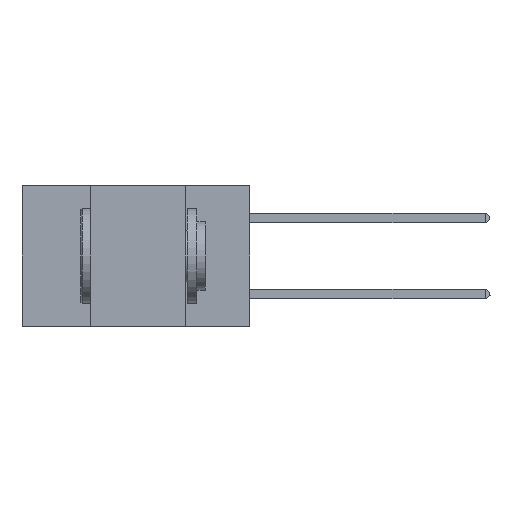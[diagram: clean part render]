
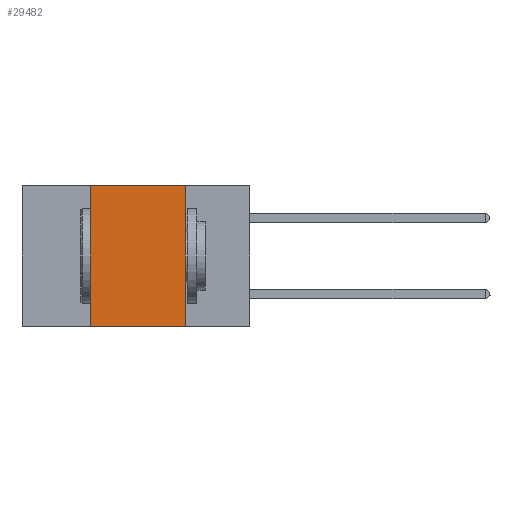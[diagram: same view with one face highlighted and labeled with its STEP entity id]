
A CAD part, left-side view. The second image highlights one B-rep face of the part: STEP entity #29482.
In plain terms, the highlighted planar face has unit normal (-1, 0, 0).
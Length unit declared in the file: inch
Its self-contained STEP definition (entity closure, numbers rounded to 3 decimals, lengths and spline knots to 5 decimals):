
#806 = ORIENTED_EDGE ( 'NONE', *, *, #20337, .F. ) ;
#3347 = VECTOR ( 'NONE', #21980, 39.37008 ) ;
#4966 = CARTESIAN_POINT ( 'NONE',  ( 0., 0.42, -0.37 ) ) ;
#5408 = VERTEX_POINT ( 'NONE', #42001 ) ;
#6770 = ORIENTED_EDGE ( 'NONE', *, *, #40817, .F. ) ;
#6825 = DIRECTION ( 'NONE',  ( 0., 0., 1. ) ) ;
#9251 = CARTESIAN_POINT ( 'NONE',  ( 0., 0.42, 0. ) ) ;
#9697 = LINE ( 'NONE', #40024, #22875 ) ;
#10802 = DIRECTION ( 'NONE',  ( 0., 0., -1. ) ) ;
#11603 = DIRECTION ( 'NONE',  ( 0., -1., 0. ) ) ;
#11643 = FACE_OUTER_BOUND ( 'NONE', #23838, .T. ) ;
#12786 = LINE ( 'NONE', #40470, #24874 ) ;
#15479 = AXIS2_PLACEMENT_3D ( 'NONE', #34907, #18001, #10802 ) ;
#15695 = ORIENTED_EDGE ( 'NONE', *, *, #37995, .F. ) ;
#17935 = CARTESIAN_POINT ( 'NONE',  ( 0., 0.6, -0.37 ) ) ;
#18001 = DIRECTION ( 'NONE',  ( 1., 0., 0. ) ) ;
#18136 = CARTESIAN_POINT ( 'NONE',  ( 0., 0.17, 0. ) ) ;
#20337 = EDGE_CURVE ( 'NONE', #28523, #22746, #12786, .T. ) ;
#21394 = LINE ( 'NONE', #17935, #36099 ) ;
#21980 = DIRECTION ( 'NONE',  ( 0., 0., -1. ) ) ;
#22746 = VERTEX_POINT ( 'NONE', #40766 ) ;
#22875 = VECTOR ( 'NONE', #6825, 39.37008 ) ;
#23838 = EDGE_LOOP ( 'NONE', ( #15695, #806, #6770, #31873 ) ) ;
#24874 = VECTOR ( 'NONE', #40619, 39.37008 ) ;
#27184 = VERTEX_POINT ( 'NONE', #4966 ) ;
#28523 = VERTEX_POINT ( 'NONE', #9251 ) ;
#29482 = ADVANCED_FACE ( 'NONE', ( #11643 ), #38118, .F. ) ;
#31873 = ORIENTED_EDGE ( 'NONE', *, *, #39658, .T. ) ;
#32283 = LINE ( 'NONE', #18136, #3347 ) ;
#34907 = CARTESIAN_POINT ( 'NONE',  ( 0., 0.6, 0. ) ) ;
#36099 = VECTOR ( 'NONE', #11603, 39.37008 ) ;
#37995 = EDGE_CURVE ( 'NONE', #22746, #5408, #32283, .T. ) ;
#38118 = PLANE ( 'NONE',  #15479 ) ;
#39658 = EDGE_CURVE ( 'NONE', #27184, #5408, #21394, .T. ) ;
#40024 = CARTESIAN_POINT ( 'NONE',  ( 0., 0.42, 0. ) ) ;
#40470 = CARTESIAN_POINT ( 'NONE',  ( 0., 0.6, 0. ) ) ;
#40619 = DIRECTION ( 'NONE',  ( 0., -1., 0. ) ) ;
#40766 = CARTESIAN_POINT ( 'NONE',  ( 0., 0.17, 0. ) ) ;
#40817 = EDGE_CURVE ( 'NONE', #27184, #28523, #9697, .T. ) ;
#42001 = CARTESIAN_POINT ( 'NONE',  ( 0., 0.17, -0.37 ) ) ;
